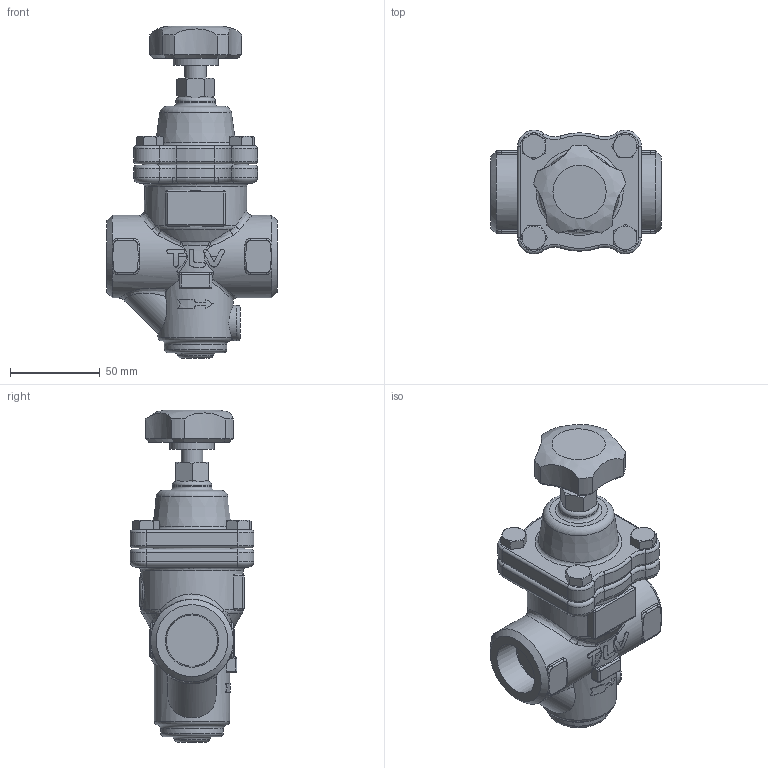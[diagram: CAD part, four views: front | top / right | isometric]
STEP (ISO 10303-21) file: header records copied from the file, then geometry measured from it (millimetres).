
FILE_DESCRIPTION((''),'2;1');
FILE_NAME('dr20x-025-screw-00.stp','2009-10-08T11:30:34',('nakaot'),(''),'Autodesk Inventor 2008','Autodesk Inventor 2008','');
FILE_SCHEMA(('AUTOMOTIVE_DESIGN { 1 0 10303 214 1 1 1 1 }'));
Length unit declared in the file: millimetre
Products named in the file (1): dr20x-025-screw-00
Bounding box: 95 x 68.99 x 185 mm (x, y, z)
Volume: 409187.8 mm3; surface area: 53073.5 mm2
Topology: 1 solids, 1 shells, 456 faces, 1097 edges, 643 vertices
Faces by surface type: cylinder 134, plane 108, bspline 87, torus 65, cone 54, sphere 8
Full cylindrical faces by diameter (mm): 8 x8, 12 x1, 20 x1, 22 x1, 25 x1, 35 x1, 42 x1, 46 x2, 57 x1, 58 x1
Entity records: 19242 total; most frequent: CARTESIAN_POINT 9659, ORIENTED_EDGE 2010, DIRECTION 1938, EDGE_CURVE 1005, AXIS2_PLACEMENT_3D 830, VERTEX_POINT 619, EDGE_LOOP 526, CIRCLE 453
